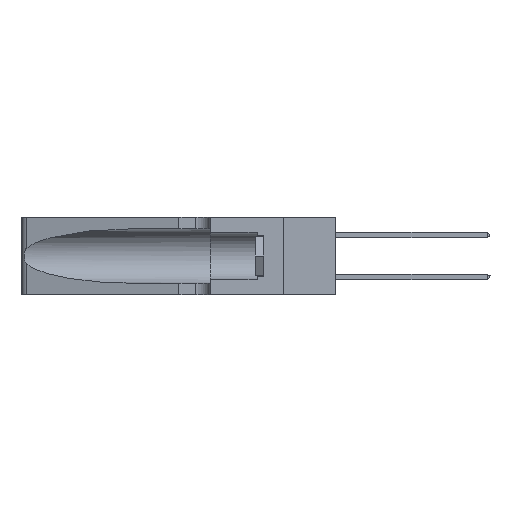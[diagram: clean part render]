
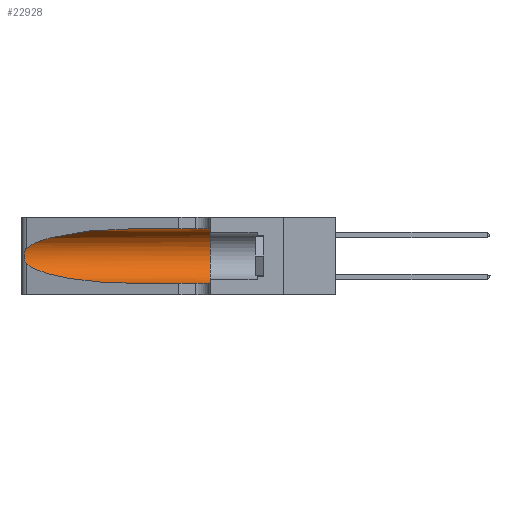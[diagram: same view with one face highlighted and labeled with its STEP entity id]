
A CAD part, left-side view. The second image highlights one B-rep face of the part: STEP entity #22928.
In plain terms, the highlighted cylindrical face has radius 3.308 mm (diameter 6.617 mm), a partial arc.
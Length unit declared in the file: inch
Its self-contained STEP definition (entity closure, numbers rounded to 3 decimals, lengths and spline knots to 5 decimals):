
#183 = EDGE_CURVE ( 'NONE', #5871, #4158, #11211, .T. ) ;
#237 = CARTESIAN_POINT ( 'NONE',  ( 0.25487, 1.22718, 0.14631 ) ) ;
#245 = DIRECTION ( 'NONE',  ( 0., 0., -1. ) ) ;
#539 =( BOUNDED_CURVE ( )  B_SPLINE_CURVE ( 3, ( #3561, #23217, #5980, #7722 ),
 .UNSPECIFIED., .F., .T. ) 
 B_SPLINE_CURVE_WITH_KNOTS ( ( 4, 4 ),
 ( 1.5708, 2.84003 ),
 .UNSPECIFIED. ) 
 CURVE ( )  GEOMETRIC_REPRESENTATION_ITEM ( )  RATIONAL_B_SPLINE_CURVE ( ( 1., 0.87, 0.87, 1. ) ) 
 REPRESENTATION_ITEM ( '' )  );
#1131 = EDGE_CURVE ( 'NONE', #4158, #25294, #20043, .T. ) ;
#2338 = ORIENTED_EDGE ( 'NONE', *, *, #183, .F. ) ;
#2418 = CARTESIAN_POINT ( 'NONE',  ( 0.25854, 1.2359, 0.20912 ) ) ;
#2598 =( BOUNDED_CURVE ( )  B_SPLINE_CURVE ( 3, ( #6170, #18023, #10283, #10113 ),
 .UNSPECIFIED., .F., .F. ) 
 B_SPLINE_CURVE_WITH_KNOTS ( ( 4, 4 ),
 ( 3.44316, 4.71239 ),
 .UNSPECIFIED. ) 
 CURVE ( )  GEOMETRIC_REPRESENTATION_ITEM ( )  RATIONAL_B_SPLINE_CURVE ( ( 1., 0.87, 0.87, 1. ) ) 
 REPRESENTATION_ITEM ( '' )  );
#2602 = DIRECTION ( 'NONE',  ( 0., 0., 1. ) ) ;
#2755 = CARTESIAN_POINT ( 'NONE',  ( 0.25639, 1.23184, 0.21858 ) ) ;
#3091 = VERTEX_POINT ( 'NONE', #21922 ) ;
#3274 = CARTESIAN_POINT ( 'NONE',  ( 0.1305, 1.61858, 0.31525 ) ) ;
#3506 = VECTOR ( 'NONE', #17026, 39.37008 ) ;
#3561 = CARTESIAN_POINT ( 'NONE',  ( 0.1305, 0.72297, 0.31525 ) ) ;
#3972 = CARTESIAN_POINT ( 'NONE',  ( 0.25555, 1.22994, 0.2215 ) ) ;
#4158 = VERTEX_POINT ( 'NONE', #15902 ) ;
#4491 = DIRECTION ( 'NONE',  ( 0., 1., 0. ) ) ;
#5871 = VERTEX_POINT ( 'NONE', #13917 ) ;
#5980 = CARTESIAN_POINT ( 'NONE',  ( 0.2373, 1.15595, 0.28018 ) ) ;
#6170 = CARTESIAN_POINT ( 'NONE',  ( 0.25487, 1.22718, 0.14631 ) ) ;
#6451 = EDGE_CURVE ( 'NONE', #18100, #24134, #2598, .T. ) ;
#7722 = CARTESIAN_POINT ( 'NONE',  ( 0.25487, 1.22718, 0.22369 ) ) ;
#8467 = CARTESIAN_POINT ( 'NONE',  ( 0.26075, 1.23896, 0.178 ) ) ;
#8859 = LINE ( 'NONE', #21082, #23170 ) ;
#9723 = AXIS2_PLACEMENT_3D ( 'NONE', #18074, #20004, #245 ) ;
#10113 = CARTESIAN_POINT ( 'NONE',  ( 0.1305, 0.72297, 0.05475 ) ) ;
#10275 = AXIS2_PLACEMENT_3D ( 'NONE', #24236, #4491, #2602 ) ;
#10283 = CARTESIAN_POINT ( 'NONE',  ( 0.18966, 0.96281, 0.05475 ) ) ;
#10400 = CARTESIAN_POINT ( 'NONE',  ( 0.25787, 1.23484, 0.2124 ) ) ;
#10871 = ORIENTED_EDGE ( 'NONE', *, *, #15959, .T. ) ;
#11211 = LINE ( 'NONE', #3274, #3506 ) ;
#11498 = ORIENTED_EDGE ( 'NONE', *, *, #1131, .F. ) ;
#12217 = CARTESIAN_POINT ( 'NONE',  ( 0.25487, 1.22718, 0.14631 ) ) ;
#12304 = CARTESIAN_POINT ( 'NONE',  ( 0.26075, 1.23896, 0.19203 ) ) ;
#13917 = CARTESIAN_POINT ( 'NONE',  ( 0.1305, 0.72297, 0.31525 ) ) ;
#14195 = CARTESIAN_POINT ( 'NONE',  ( 0.25555, 1.22993, 0.14849 ) ) ;
#14294 = CARTESIAN_POINT ( 'NONE',  ( 0.25639, 1.23186, 0.15144 ) ) ;
#15760 = CARTESIAN_POINT ( 'NONE',  ( 0.25487, 1.22718, 0.22369 ) ) ;
#15902 = CARTESIAN_POINT ( 'NONE',  ( 0.1305, 0.35, 0.31525 ) ) ;
#15959 = EDGE_CURVE ( 'NONE', #24134, #25294, #8859, .T. ) ;
#16739 = CYLINDRICAL_SURFACE ( 'NONE', #9723, 0.13025 ) ;
#17026 = DIRECTION ( 'NONE',  ( 0., -1., 0. ) ) ;
#17063 = FACE_OUTER_BOUND ( 'NONE', #20646, .T. ) ;
#17770 = EDGE_CURVE ( 'NONE', #5871, #3091, #539, .T. ) ;
#18023 = CARTESIAN_POINT ( 'NONE',  ( 0.2373, 1.15595, 0.08982 ) ) ;
#18074 = CARTESIAN_POINT ( 'NONE',  ( 0.1305, 1.61858, 0.185 ) ) ;
#18100 = VERTEX_POINT ( 'NONE', #237 ) ;
#18253 = CARTESIAN_POINT ( 'NONE',  ( 0.1305, 0.72297, 0.05475 ) ) ;
#18488 = CARTESIAN_POINT ( 'NONE',  ( 0.26017, 1.23833, 0.17102 ) ) ;
#20004 = DIRECTION ( 'NONE',  ( 0., -1., 0. ) ) ;
#20043 = CIRCLE ( 'NONE', #10275, 0.13025 ) ;
#20122 = CARTESIAN_POINT ( 'NONE',  ( 0.1305, 0.35, 0.05475 ) ) ;
#20511 = EDGE_CURVE ( 'NONE', #3091, #18100, #22216, .T. ) ;
#20646 = EDGE_LOOP ( 'NONE', ( #22515, #23445, #23313, #10871, #11498, #2338 ) ) ;
#21082 = CARTESIAN_POINT ( 'NONE',  ( 0.1305, 1.61858, 0.05475 ) ) ;
#21922 = CARTESIAN_POINT ( 'NONE',  ( 0.25487, 1.22718, 0.22369 ) ) ;
#22216 = B_SPLINE_CURVE_WITH_KNOTS ( 'NONE', 3,
 ( #15760, #3972, #2755, #10400, #2418, #24229, #12304, #8467, #18488, #24054, #22347, #14294, #14195, #12217 ),
 .UNSPECIFIED., .F., .F.,
 ( 4, 2, 2, 2, 2, 2, 4 ),
 ( 0., 0.00027, 0.00053, 0.00107, 0.0016, 0.00187, 0.00214 ),
 .UNSPECIFIED. ) ;
#22347 = CARTESIAN_POINT ( 'NONE',  ( 0.25789, 1.23486, 0.15765 ) ) ;
#22515 = ORIENTED_EDGE ( 'NONE', *, *, #17770, .T. ) ;
#22928 = ADVANCED_FACE ( 'NONE', ( #17063 ), #16739, .F. ) ;
#23077 = DIRECTION ( 'NONE',  ( 0., -1., 0. ) ) ;
#23170 = VECTOR ( 'NONE', #23077, 39.37008 ) ;
#23217 = CARTESIAN_POINT ( 'NONE',  ( 0.18966, 0.96281, 0.31525 ) ) ;
#23313 = ORIENTED_EDGE ( 'NONE', *, *, #6451, .T. ) ;
#23445 = ORIENTED_EDGE ( 'NONE', *, *, #20511, .T. ) ;
#24054 = CARTESIAN_POINT ( 'NONE',  ( 0.25856, 1.23593, 0.16098 ) ) ;
#24134 = VERTEX_POINT ( 'NONE', #18253 ) ;
#24229 = CARTESIAN_POINT ( 'NONE',  ( 0.26018, 1.23835, 0.19895 ) ) ;
#24236 = CARTESIAN_POINT ( 'NONE',  ( 0.1305, 0.35, 0.185 ) ) ;
#25294 = VERTEX_POINT ( 'NONE', #20122 ) ;
